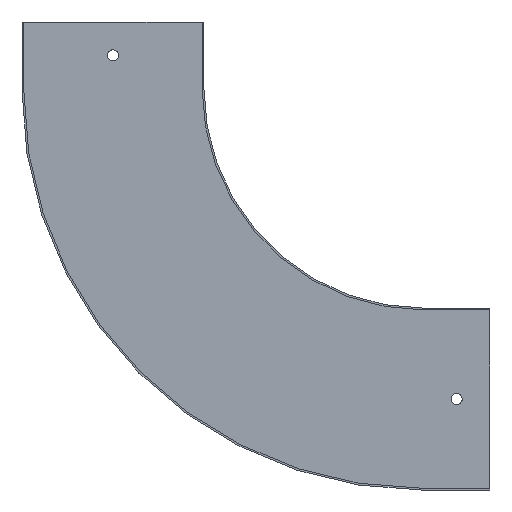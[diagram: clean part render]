
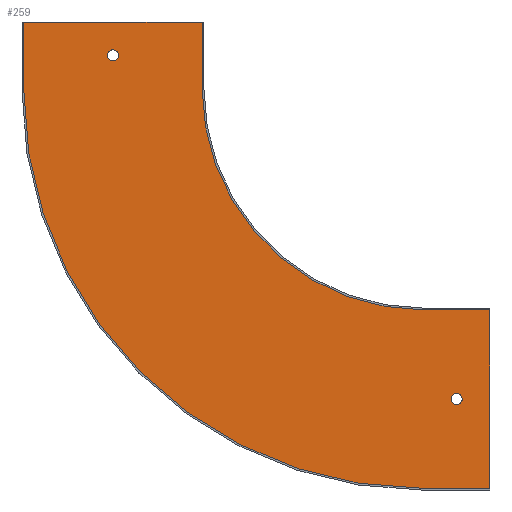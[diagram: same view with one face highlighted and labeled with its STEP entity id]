
A CAD part, front view. The second image highlights one B-rep face of the part: STEP entity #259.
In plain terms, the highlighted planar face has unit normal (0, -1, 0).
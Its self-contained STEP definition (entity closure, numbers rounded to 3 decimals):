
#1 = LINE ( 'NONE', #595, #2 ) ;
#2 = VECTOR ( 'NONE', #594, 1000. ) ;
#6 = CIRCLE ( 'NONE', #405, 179.2 ) ;
#7 = LINE ( 'NONE', #635, #8 ) ;
#8 = VECTOR ( 'NONE', #580, 1000. ) ;
#23 = CIRCLE ( 'NONE', #279, 2.5 ) ;
#25 = VECTOR ( 'NONE', #294, 1000. ) ;
#45 = VERTEX_POINT ( 'NONE', #641 ) ;
#47 = VERTEX_POINT ( 'NONE', #666 ) ;
#50 = VERTEX_POINT ( 'NONE', #649 ) ;
#59 = VERTEX_POINT ( 'NONE', #667 ) ;
#63 = VERTEX_POINT ( 'NONE', #616 ) ;
#66 = VERTEX_POINT ( 'NONE', #588 ) ;
#84 = FACE_BOUND ( 'NONE', #122, .T. ) ;
#85 = FACE_OUTER_BOUND ( 'NONE', #129, .T. ) ;
#87 = FACE_BOUND ( 'NONE', #119, .T. ) ;
#113 = LINE ( 'NONE', #325, #25 ) ;
#118 = ORIENTED_EDGE ( 'NONE', *, *, #403, .F. ) ;
#119 = EDGE_LOOP ( 'NONE', ( #205 ) ) ;
#122 = EDGE_LOOP ( 'NONE', ( #197 ) ) ;
#129 = EDGE_LOOP ( 'NONE', ( #199, #167, #166, #118, #208, #198, #206, #214 ) ) ;
#145 = VERTEX_POINT ( 'NONE', #626 ) ;
#146 = VERTEX_POINT ( 'NONE', #646 ) ;
#166 = ORIENTED_EDGE ( 'NONE', *, *, #465, .F. ) ;
#167 = ORIENTED_EDGE ( 'NONE', *, *, #461, .F. ) ;
#197 = ORIENTED_EDGE ( 'NONE', *, *, #458, .F. ) ;
#198 = ORIENTED_EDGE ( 'NONE', *, *, #401, .F. ) ;
#199 = ORIENTED_EDGE ( 'NONE', *, *, #459, .F. ) ;
#205 = ORIENTED_EDGE ( 'NONE', *, *, #428, .F. ) ;
#206 = ORIENTED_EDGE ( 'NONE', *, *, #398, .F. ) ;
#208 = ORIENTED_EDGE ( 'NONE', *, *, #446, .F. ) ;
#214 = ORIENTED_EDGE ( 'NONE', *, *, #460, .F. ) ;
#259 = ADVANCED_FACE ( 'NONE', ( #84, #87, #85 ), #662, .F. ) ;
#279 = AXIS2_PLACEMENT_3D ( 'NONE', #282, #284, #285 ) ;
#282 = CARTESIAN_POINT ( 'NONE',  ( 0., 0., -15. ) ) ;
#284 = DIRECTION ( 'NONE',  ( 0., -1., 0. ) ) ;
#285 = DIRECTION ( 'NONE',  ( 0., 0., -1. ) ) ;
#294 = DIRECTION ( 'NONE',  ( -1., 0., 0. ) ) ;
#304 = CARTESIAN_POINT ( 'NONE',  ( 0., 0., -17.5 ) ) ;
#306 = AXIS2_PLACEMENT_3D ( 'NONE', #359, #360, #363 ) ;
#320 = CARTESIAN_POINT ( 'NONE',  ( 155., 0., -172.5 ) ) ;
#325 = CARTESIAN_POINT ( 'NONE',  ( 139., 0., -210.2 ) ) ;
#344 = CARTESIAN_POINT ( 'NONE',  ( 40.2, 0., -31. ) ) ;
#355 = DIRECTION ( 'NONE',  ( 0., 0., 1. ) ) ;
#358 = CARTESIAN_POINT ( 'NONE',  ( -41., 0., 0. ) ) ;
#359 = CARTESIAN_POINT ( 'NONE',  ( 155., 0., -170. ) ) ;
#360 = DIRECTION ( 'NONE',  ( 0., -1., 0. ) ) ;
#362 = DIRECTION ( 'NONE',  ( 1., 0., 0. ) ) ;
#363 = DIRECTION ( 'NONE',  ( 0., 0., -1. ) ) ;
#364 = DIRECTION ( 'NONE',  ( 0., 0., -1. ) ) ;
#365 = CARTESIAN_POINT ( 'NONE',  ( -40.2, 0., -31. ) ) ;
#367 = CARTESIAN_POINT ( 'NONE',  ( 140., 0., -30. ) ) ;
#368 = DIRECTION ( 'NONE',  ( 0., -1., 0. ) ) ;
#369 = DIRECTION ( 'NONE',  ( 0., 0., 1. ) ) ;
#390 = AXIS2_PLACEMENT_3D ( 'NONE', #367, #368, #369 ) ;
#398 = EDGE_CURVE ( 'NONE', #45, #59, #1, .T. ) ;
#401 = EDGE_CURVE ( 'NONE', #59, #66, #7, .T. ) ;
#403 = EDGE_CURVE ( 'NONE', #47, #146, #6, .T. ) ;
#405 = AXIS2_PLACEMENT_3D ( 'NONE', #695, #654, #586 ) ;
#428 = EDGE_CURVE ( 'NONE', #505, #505, #23, .T. ) ;
#443 = AXIS2_PLACEMENT_3D ( 'NONE', #668, #602, #585 ) ;
#446 = EDGE_CURVE ( 'NONE', #66, #47, #113, .T. ) ;
#458 = EDGE_CURVE ( 'NONE', #545, #545, #519, .T. ) ;
#459 = EDGE_CURVE ( 'NONE', #50, #63, #522, .T. ) ;
#460 = EDGE_CURVE ( 'NONE', #63, #45, #521, .T. ) ;
#461 = EDGE_CURVE ( 'NONE', #145, #50, #525, .T. ) ;
#465 = EDGE_CURVE ( 'NONE', #146, #145, #529, .T. ) ;
#505 = VERTEX_POINT ( 'NONE', #304 ) ;
#519 = CIRCLE ( 'NONE', #306, 2.5 ) ;
#521 = CIRCLE ( 'NONE', #390, 99.8 ) ;
#522 = LINE ( 'NONE', #344, #524 ) ;
#524 = VECTOR ( 'NONE', #364, 1000. ) ;
#525 = LINE ( 'NONE', #358, #526 ) ;
#526 = VECTOR ( 'NONE', #362, 1000. ) ;
#529 = LINE ( 'NONE', #365, #531 ) ;
#531 = VECTOR ( 'NONE', #355, 1000. ) ;
#545 = VERTEX_POINT ( 'NONE', #320 ) ;
#580 = DIRECTION ( 'NONE',  ( 0., 0., -1. ) ) ;
#585 = DIRECTION ( 'NONE',  ( 0., 0., 1. ) ) ;
#586 = DIRECTION ( 'NONE',  ( 0., 0., 1. ) ) ;
#588 = CARTESIAN_POINT ( 'NONE',  ( 170., 0., -210.2 ) ) ;
#594 = DIRECTION ( 'NONE',  ( 1., 0., 0. ) ) ;
#595 = CARTESIAN_POINT ( 'NONE',  ( 139., 0., -129.8 ) ) ;
#602 = DIRECTION ( 'NONE',  ( 0., 1., 0. ) ) ;
#616 = CARTESIAN_POINT ( 'NONE',  ( 40.2, 0., -30. ) ) ;
#626 = CARTESIAN_POINT ( 'NONE',  ( -40.2, 0., 0. ) ) ;
#635 = CARTESIAN_POINT ( 'NONE',  ( 170., 0., -211. ) ) ;
#641 = CARTESIAN_POINT ( 'NONE',  ( 140., 0., -129.8 ) ) ;
#646 = CARTESIAN_POINT ( 'NONE',  ( -40.2, 0., -31. ) ) ;
#649 = CARTESIAN_POINT ( 'NONE',  ( 40.2, 0., 0. ) ) ;
#654 = DIRECTION ( 'NONE',  ( 0., 1., 0. ) ) ;
#662 = PLANE ( 'NONE',  #443 ) ;
#666 = CARTESIAN_POINT ( 'NONE',  ( 139., 0., -210.2 ) ) ;
#667 = CARTESIAN_POINT ( 'NONE',  ( 170., 0., -129.8 ) ) ;
#668 = CARTESIAN_POINT ( 'NONE',  ( 139., 0., -31. ) ) ;
#695 = CARTESIAN_POINT ( 'NONE',  ( 139., 0., -31. ) ) ;
